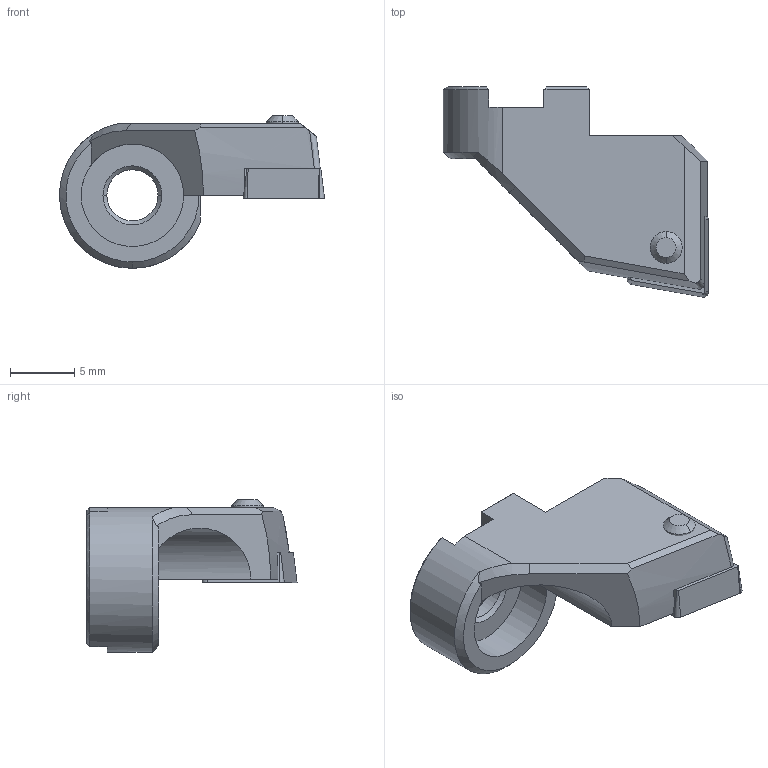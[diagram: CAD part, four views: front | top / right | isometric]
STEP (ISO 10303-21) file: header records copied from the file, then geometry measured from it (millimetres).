
FILE_DESCRIPTION(('no description'),'unknown implementation level');
FILE_NAME('FBBAC6D4-CC41-4725-818D-7B810E6B0749_export.stp',' ',('CIMSOURCE GmbH'),('CADClick - KiM GmbH - www.kimweb.de'),'unknown preprocess','ACIS','unknown authorization');
FILE_SCHEMA(('automotive_design'));
Length unit declared in the file: millimetre
Products named in the file (3): 626.333 Kaiser ENH 33 CC06 50-60|654.852 Kaiser CCMT 060204 K20C_Standard;NONE; 626.333 Kaiser ENH 33 CC06 50-60|694.122 Kaiser ETL M2.5x6.5 T7 IP 10S_Standard;NONE; 626.333 Kaiser ENH 33 CC06 50-60|626.333 Kaiser ENH 33 CC06 50-60_Standard;NONE
Bounding box: 20.7 x 16.4 x 11.92 mm (x, y, z)
Volume: 1048.3 mm3; surface area: 1158.9 mm2
Topology: 3 solids, 3 shells, 109 faces, 275 edges, 173 vertices
Faces by surface type: plane 39, cylinder 34, cone 27, torus 6, bspline 3
Entity records: 7078 total; most frequent: CARTESIAN_POINT 1200, DIRECTION 601, STYLED_ITEM 560, PRESENTATION_STYLE_ASSIGNMENT 560, COLOUR_RGB 560, ORIENTED_EDGE 550, EDGE_CURVE 275, CURVE_STYLE 275
